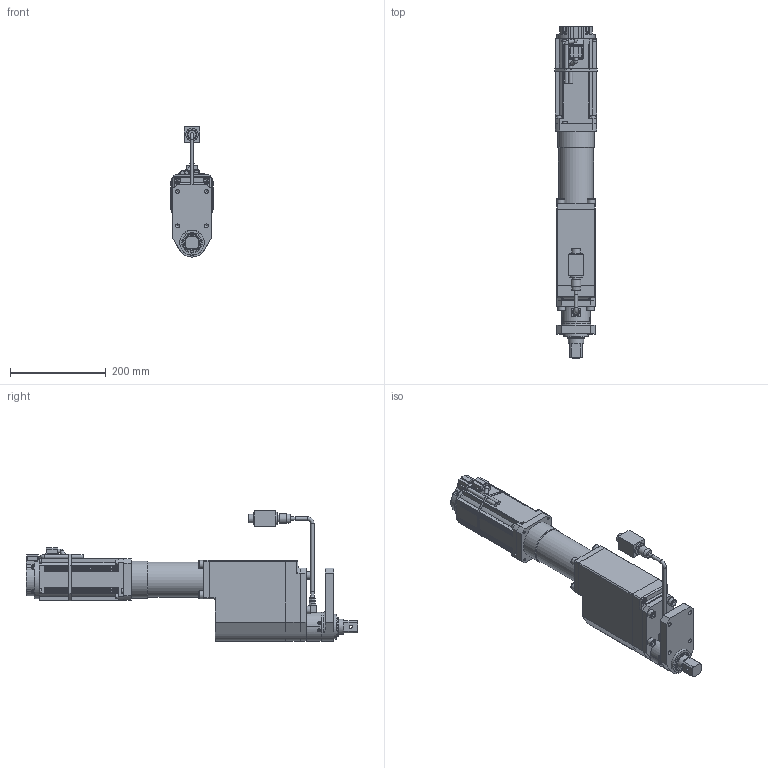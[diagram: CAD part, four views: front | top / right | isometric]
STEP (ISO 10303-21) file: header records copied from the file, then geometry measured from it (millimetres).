
FILE_DESCRIPTION(/* description */ (''),/* implementation_level */ '2;1');
FILE_NAME(/* name */ 'CFT-502RM4J-O(DS-N065)_OUTLINE_20210803.stp',/* time_stamp */ '2021-08-03T17:28:12+09:00',/* author */ ('Akihiro_KATO'),/* organization */ (''),/* preprocessor_version */ 'ST-DEVELOPER v18.1',/* originating_system */ 'Autodesk Inventor 2021',/* authorisation */ '');
FILE_SCHEMA (('AUTOMOTIVE_DESIGN { 1 0 10303 214 3 1 1 }'));
Length unit declared in the file: millimetre
Products named in the file (1): CFT-502RM4J-O(DS-N065)_OUTLINE_20210803
Bounding box: 89 x 692 x 271.5 mm (x, y, z)
Volume: 5004145 mm3; surface area: 361502 mm2
Topology: 1 solids, 1 shells, 1087 faces, 2983 edges, 1914 vertices
Faces by surface type: plane 663, cylinder 254, cone 88, torus 78, sphere 4
Full cylindrical faces by diameter (mm): 2.5 x2, 5 x4, 6.5 x5, 7 x8, 7.5 x4, 8 x6, 8.5 x12, 10 x1, 12.5 x1, 13 x2, 14 x3, 16 x9, 18 x1, 20 x1, 26 x2, 30.3 x1, 32 x2, 42 x1, 52 x2, 54 x1, 60 x1, 73 x1, 77 x1
Entity records: 35623 total; most frequent: CARTESIAN_POINT 7959, ORIENTED_EDGE 5942, DIRECTION 5700, EDGE_CURVE 2971, AXIS2_PLACEMENT_3D 1971, VERTEX_POINT 1914, LINE 1758, VECTOR 1758
